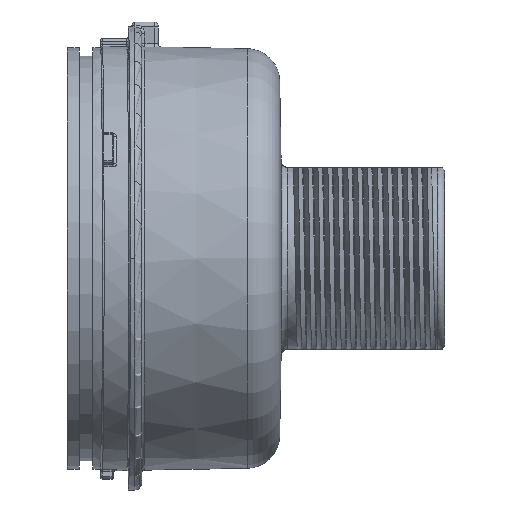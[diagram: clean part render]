
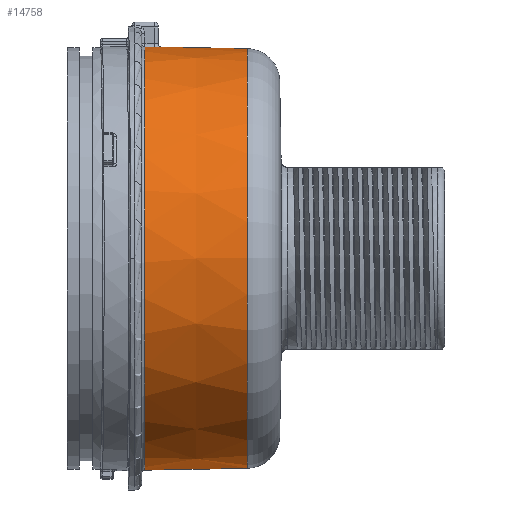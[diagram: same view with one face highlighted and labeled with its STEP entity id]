
A CAD part, left-side view. The second image highlights one B-rep face of the part: STEP entity #14758.
In plain terms, the highlighted conical face has half-angle 1 degrees and reference radius 31.861 mm.
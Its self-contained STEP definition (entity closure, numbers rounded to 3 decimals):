
#1649=DIRECTION('',(0.,1.,-0.017));
#1650=VECTOR('',#1649,15.483);
#1651=CARTESIAN_POINT('',(0.,11.691,
31.996));
#1652=LINE('',#1651,#1650);
#1658=DIRECTION('',(0.,-1.,-0.017));
#1659=VECTOR('',#1658,12.983);
#1660=CARTESIAN_POINT('',(0.,27.172,
-31.726));
#1661=LINE('',#1660,#1659);
#2752=CARTESIAN_POINT('',(0.,14.191,0.));
#2753=DIRECTION('',(0.,-1.,0.));
#2754=DIRECTION('',(-0.008,0.,-1.));
#2755=AXIS2_PLACEMENT_3D('',#2752,#2753,#2754);
#2757=CARTESIAN_POINT('',(0.,27.172,0.));
#2758=DIRECTION('',(0.,-1.,0.));
#2759=DIRECTION('',(0.,0.,1.));
#2760=AXIS2_PLACEMENT_3D('',#2757,#2758,#2759);
#2762=CARTESIAN_POINT('',(0.,11.691,0.));
#2763=DIRECTION('',(0.,-1.,0.));
#2764=DIRECTION('',(0.,0.,1.));
#2765=AXIS2_PLACEMENT_3D('',#2762,#2763,#2764);
#2767=DIRECTION('',(0.,1.,0.017));
#2768=VECTOR('',#2767,1.5);
#2769=CARTESIAN_POINT('',(-1.231,11.691,
-31.972));
#2770=LINE('',#2769,#2768);
#2771=CARTESIAN_POINT('',(-1.231,13.191,
-31.946));
#2772=CARTESIAN_POINT('',(-1.231,13.3,
-31.944));
#2773=CARTESIAN_POINT('',(-1.198,13.506,
-31.942));
#2774=CARTESIAN_POINT('',(-1.051,13.796,
-31.942));
#2775=CARTESIAN_POINT('',(-0.832,14.016,
-31.945));
#2776=CARTESIAN_POINT('',(-0.549,14.16,
-31.949));
#2777=CARTESIAN_POINT('',(-0.35,14.191,
-31.951));
#2778=CARTESIAN_POINT('',(-0.246,14.191,
-31.952));
#9121=CARTESIAN_POINT('',(0.,27.172,31.726));
#9122=CARTESIAN_POINT('',(0.,27.172,-31.726));
#9123=VERTEX_POINT('',#9121);
#9124=VERTEX_POINT('',#9122);
#9447=CARTESIAN_POINT('',(0.,11.691,
31.996));
#9448=VERTEX_POINT('',#9447);
#9466=CARTESIAN_POINT('',(0.,14.191,-31.953));
#9467=VERTEX_POINT('',#9466);
#9468=CARTESIAN_POINT('',(-0.246,14.191,
-31.952));
#9469=VERTEX_POINT('',#9468);
#9470=VERTEX_POINT('',#2771);
#9473=CARTESIAN_POINT('',(-1.231,11.691,
-31.972));
#9474=VERTEX_POINT('',#9473);
#14741=CARTESIAN_POINT('',(0.,19.432,0.));
#14742=DIRECTION('',(0.,-1.,0.));
#14743=DIRECTION('',(0.,0.,1.));
#14744=AXIS2_PLACEMENT_3D('',#14741,#14742,#14743);
#14745=CONICAL_SURFACE('',#14744,31.861,1.);
#14746=ORIENTED_EDGE('',*,*,#14654,.T.);
#14747=ORIENTED_EDGE('',*,*,#12189,.F.);
#14749=ORIENTED_EDGE('',*,*,#14748,.F.);
#14750=ORIENTED_EDGE('',*,*,#12185,.F.);
#14752=ORIENTED_EDGE('',*,*,#14751,.T.);
#14754=ORIENTED_EDGE('',*,*,#14753,.T.);
#14755=ORIENTED_EDGE('',*,*,#14732,.T.);
#14756=EDGE_LOOP('',(#14746,#14747,#14749,#14750,#14752,#14754,#14755));
#14757=FACE_OUTER_BOUND('',#14756,.F.);
#14758=ADVANCED_FACE('',(#14757),#14745,.T.);
#2756=CIRCLE('',#2755,31.953);
#2761=CIRCLE('',#2760,31.726);
#2766=CIRCLE('',#2765,31.996);
#2779=B_SPLINE_CURVE_WITH_KNOTS('',3,(#2771,#2772,#2773,#2774,#2775,#2776,#2777,
#2778),.UNSPECIFIED.,.F.,.F.,(4,1,1,1,1,4),(0.,0.2,0.4,0.6,0.8,1.),
.UNSPECIFIED.);
#12185=EDGE_CURVE('',#9448,#9123,#1652,.T.);
#12189=EDGE_CURVE('',#9124,#9467,#1661,.T.);
#14654=EDGE_CURVE('',#9469,#9467,#2756,.T.);
#14732=EDGE_CURVE('',#9470,#9469,#2779,.T.);
#14748=EDGE_CURVE('',#9123,#9124,#2761,.T.);
#14751=EDGE_CURVE('',#9448,#9474,#2766,.T.);
#14753=EDGE_CURVE('',#9474,#9470,#2770,.T.);
